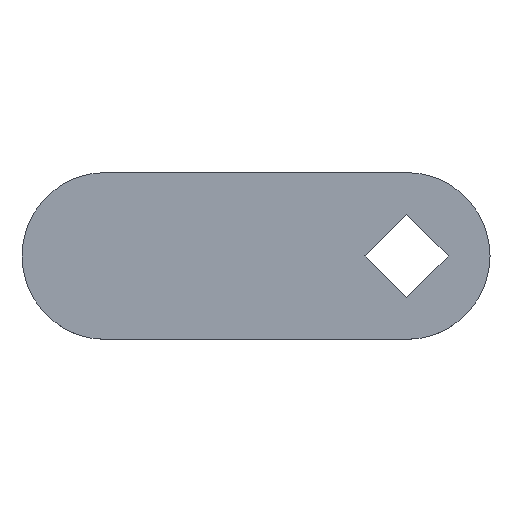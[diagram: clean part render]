
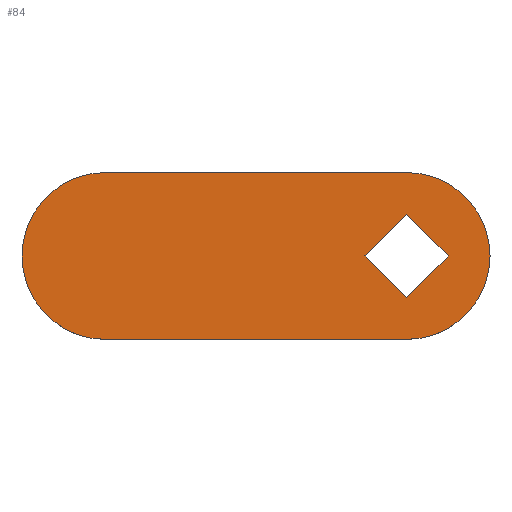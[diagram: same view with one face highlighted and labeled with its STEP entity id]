
A CAD part, top view. The second image highlights one B-rep face of the part: STEP entity #84.
In plain terms, the highlighted planar face has unit normal (0, 0, 1).
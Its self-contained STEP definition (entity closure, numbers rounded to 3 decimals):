
#10 = AXIS2_PLACEMENT_3D ( 'NONE', #324, #365, #372 ) ;
#22 = VECTOR ( 'NONE', #350, 1000. ) ;
#25 = VECTOR ( 'NONE', #274, 1000. ) ;
#27 = AXIS2_PLACEMENT_3D ( 'NONE', #320, #371, #393 ) ;
#28 = AXIS2_PLACEMENT_3D ( 'NONE', #233, #248, #256 ) ;
#32 = AXIS2_PLACEMENT_3D ( 'NONE', #252, #242, #243 ) ;
#36 = VECTOR ( 'NONE', #214, 1000. ) ;
#38 = VECTOR ( 'NONE', #251, 1000. ) ;
#43 = VECTOR ( 'NONE', #212, 1000. ) ;
#47 = FACE_BOUND ( 'NONE', #287, .T. ) ;
#51 = FACE_OUTER_BOUND ( 'NONE', #289, .T. ) ;
#53 = VECTOR ( 'NONE', #198, 1000. ) ;
#84 = ADVANCED_FACE ( 'NONE', ( #51, #47 ), #399, .T. ) ;
#85 = EDGE_CURVE ( 'NONE', #367, #358, #386, .T. ) ;
#92 = EDGE_CURVE ( 'NONE', #351, #362, #126, .T. ) ;
#106 = EDGE_CURVE ( 'NONE', #389, #351, #220, .T. ) ;
#111 = EDGE_CURVE ( 'NONE', #353, #304, #227, .T. ) ;
#112 = EDGE_CURVE ( 'NONE', #304, #367, #244, .T. ) ;
#114 = EDGE_CURVE ( 'NONE', #358, #353, #268, .T. ) ;
#116 = EDGE_CURVE ( 'NONE', #362, #392, #223, .T. ) ;
#123 = CIRCLE ( 'NONE', #28, 11.5 ) ;
#124 = CIRCLE ( 'NONE', #32, 11.5 ) ;
#126 = CIRCLE ( 'NONE', #10, 11.5 ) ;
#128 = EDGE_CURVE ( 'NONE', #321, #389, #124, .T. ) ;
#129 = EDGE_CURVE ( 'NONE', #392, #321, #123, .T. ) ;
#191 = CARTESIAN_POINT ( 'NONE',  ( -5.728, 0., 2. ) ) ;
#192 = CARTESIAN_POINT ( 'NONE',  ( 0., 5.728, 2. ) ) ;
#198 = DIRECTION ( 'NONE',  ( 1., 0., 0. ) ) ;
#199 = CARTESIAN_POINT ( 'NONE',  ( 5.728, 0., 2. ) ) ;
#200 = CARTESIAN_POINT ( 'NONE',  ( -41.5, 11.5, 2. ) ) ;
#203 = CARTESIAN_POINT ( 'NONE',  ( -5.728, 0., 2. ) ) ;
#205 = CARTESIAN_POINT ( 'NONE',  ( 0., -5.728, 2. ) ) ;
#212 = DIRECTION ( 'NONE',  ( 0.707, -0.707, 0. ) ) ;
#213 = CARTESIAN_POINT ( 'NONE',  ( -41.5, 11.5, 2. ) ) ;
#214 = DIRECTION ( 'NONE',  ( -0.707, 0.707, 0. ) ) ;
#215 = CARTESIAN_POINT ( 'NONE',  ( -41.5, -11.5, 2. ) ) ;
#220 = LINE ( 'NONE', #215, #53 ) ;
#223 = LINE ( 'NONE', #200, #25 ) ;
#227 = LINE ( 'NONE', #191, #38 ) ;
#233 = CARTESIAN_POINT ( 'NONE',  ( -41.5, 0., 2. ) ) ;
#236 = CARTESIAN_POINT ( 'NONE',  ( -53., 0., 2. ) ) ;
#242 = DIRECTION ( 'NONE',  ( 0., 0., 1. ) ) ;
#243 = DIRECTION ( 'NONE',  ( 1., 0., 0. ) ) ;
#244 = LINE ( 'NONE', #265, #43 ) ;
#246 = CARTESIAN_POINT ( 'NONE',  ( 0., 11.5, 2. ) ) ;
#248 = DIRECTION ( 'NONE',  ( 0., 0., 1. ) ) ;
#251 = DIRECTION ( 'NONE',  ( -0.707, -0.707, 0. ) ) ;
#252 = CARTESIAN_POINT ( 'NONE',  ( -41.5, 0., 2. ) ) ;
#256 = DIRECTION ( 'NONE',  ( 1., 0., 0. ) ) ;
#264 = CARTESIAN_POINT ( 'NONE',  ( 0., -11.5, 2. ) ) ;
#265 = CARTESIAN_POINT ( 'NONE',  ( -5.728, 0., 2. ) ) ;
#267 = CARTESIAN_POINT ( 'NONE',  ( 0., 5.728, 2. ) ) ;
#268 = LINE ( 'NONE', #267, #36 ) ;
#270 = CARTESIAN_POINT ( 'NONE',  ( -41.5, -11.5, 2. ) ) ;
#274 = DIRECTION ( 'NONE',  ( -1., 0., 0. ) ) ;
#287 = EDGE_LOOP ( 'NONE', ( #373, #400, #336, #397 ) ) ;
#289 = EDGE_LOOP ( 'NONE', ( #338, #326, #333, #360, #332 ) ) ;
#304 = VERTEX_POINT ( 'NONE', #203 ) ;
#320 = CARTESIAN_POINT ( 'NONE',  ( -41.5, 0., 2. ) ) ;
#321 = VERTEX_POINT ( 'NONE', #236 ) ;
#324 = CARTESIAN_POINT ( 'NONE',  ( 0., 0., 2. ) ) ;
#326 = ORIENTED_EDGE ( 'NONE', *, *, #128, .T. ) ;
#332 = ORIENTED_EDGE ( 'NONE', *, *, #116, .T. ) ;
#333 = ORIENTED_EDGE ( 'NONE', *, *, #106, .T. ) ;
#336 = ORIENTED_EDGE ( 'NONE', *, *, #111, .F. ) ;
#338 = ORIENTED_EDGE ( 'NONE', *, *, #129, .T. ) ;
#350 = DIRECTION ( 'NONE',  ( 0.707, 0.707, 0. ) ) ;
#351 = VERTEX_POINT ( 'NONE', #264 ) ;
#353 = VERTEX_POINT ( 'NONE', #192 ) ;
#358 = VERTEX_POINT ( 'NONE', #199 ) ;
#360 = ORIENTED_EDGE ( 'NONE', *, *, #92, .T. ) ;
#361 = CARTESIAN_POINT ( 'NONE',  ( 0., -5.728, 2. ) ) ;
#362 = VERTEX_POINT ( 'NONE', #246 ) ;
#365 = DIRECTION ( 'NONE',  ( 0., 0., 1. ) ) ;
#367 = VERTEX_POINT ( 'NONE', #205 ) ;
#371 = DIRECTION ( 'NONE',  ( 0., 0., 1. ) ) ;
#372 = DIRECTION ( 'NONE',  ( 1., 0., 0. ) ) ;
#373 = ORIENTED_EDGE ( 'NONE', *, *, #85, .F. ) ;
#386 = LINE ( 'NONE', #361, #22 ) ;
#389 = VERTEX_POINT ( 'NONE', #270 ) ;
#392 = VERTEX_POINT ( 'NONE', #213 ) ;
#393 = DIRECTION ( 'NONE',  ( 1., 0., 0. ) ) ;
#397 = ORIENTED_EDGE ( 'NONE', *, *, #114, .F. ) ;
#399 = PLANE ( 'NONE',  #27 ) ;
#400 = ORIENTED_EDGE ( 'NONE', *, *, #112, .F. ) ;
